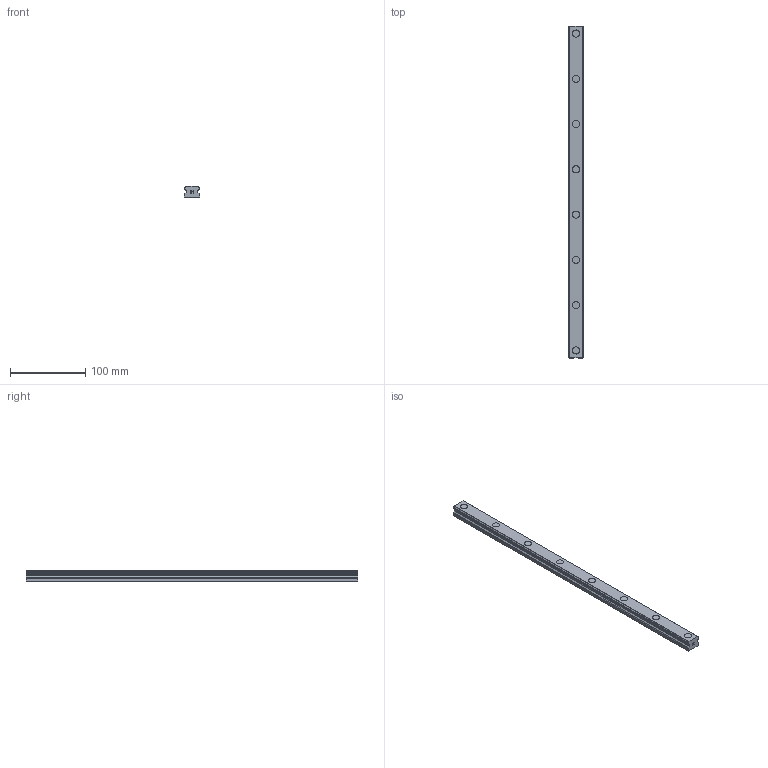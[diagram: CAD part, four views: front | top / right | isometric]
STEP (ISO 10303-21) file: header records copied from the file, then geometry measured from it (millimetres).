
FILE_DESCRIPTION(('STEP AP214'),'1');
FILE_NAME('cctmp_92669A2E-92CB-41DB-8585-7A7FC9714E1C_2021_02_03_13_59_26_0427..stp','2021-02-03T12:59:26',('HIWIN GmbH'),('CADClick - www.CADClick.com'),'Spatial InterOp 3D',' ','unknown authorization');
FILE_SCHEMA(('AUTOMOTIVE_DESIGN'));
Length unit declared in the file: millimetre
Products named in the file (1): EGR20R440C_FILE
Bounding box: 20 x 440 x 15.5 mm (x, y, z)
Volume: 117593.2 mm3; surface area: 35951.1 mm2
Topology: 1 solids, 1 shells, 199 faces, 499 edges, 322 vertices
Faces by surface type: plane 133, cylinder 66
Entity records: 7557 total; most frequent: DIRECTION 1063, CARTESIAN_POINT 1021, ORIENTED_EDGE 998, EDGE_CURVE 499, AXIS2_PLACEMENT_3D 364, LINE 335, VECTOR 335, VERTEX_POINT 322
